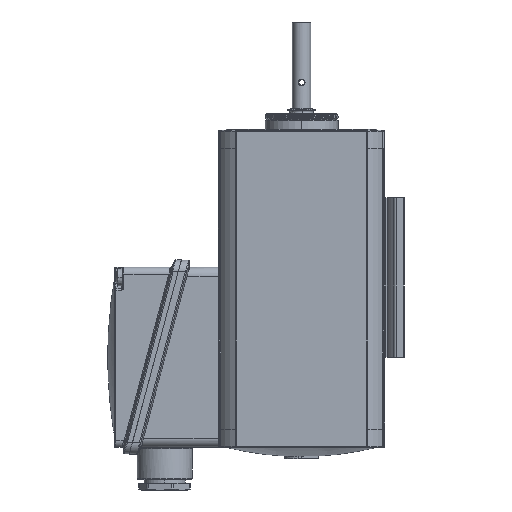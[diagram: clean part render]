
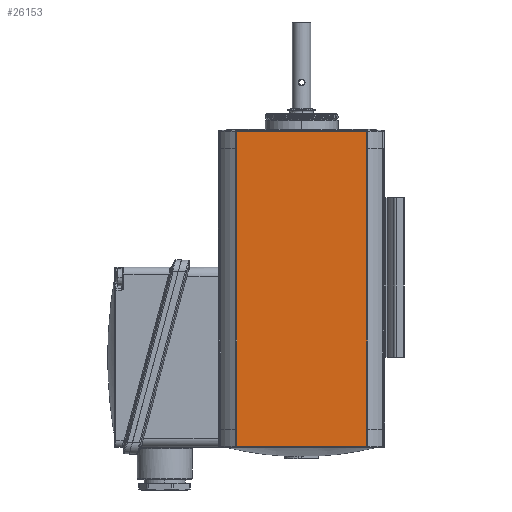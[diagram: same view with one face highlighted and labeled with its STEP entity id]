
A CAD part, left-side view. The second image highlights one B-rep face of the part: STEP entity #26153.
In plain terms, the highlighted planar face has unit normal (-1, 0, 0).
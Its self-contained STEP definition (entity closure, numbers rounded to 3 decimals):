
#2088 = LINE ( 'NONE', #34810, #19599 ) ;
#2347 = VECTOR ( 'NONE', #27986, 1000. ) ;
#4039 = VERTEX_POINT ( 'NONE', #8907 ) ;
#5514 = VECTOR ( 'NONE', #15770, 1000. ) ;
#5515 = DIRECTION ( 'NONE',  ( 0., 1., 0. ) ) ;
#7527 = CARTESIAN_POINT ( 'NONE',  ( -36.5, 36.5, -124. ) ) ;
#8907 = CARTESIAN_POINT ( 'NONE',  ( -36.5, -28.5, -131. ) ) ;
#11405 = VERTEX_POINT ( 'NONE', #33944 ) ;
#13523 = DIRECTION ( 'NONE',  ( 0., -1., 0. ) ) ;
#14354 = ORIENTED_EDGE ( 'NONE', *, *, #22895, .F. ) ;
#15770 = DIRECTION ( 'NONE',  ( 0., 0., -1. ) ) ;
#16446 = DIRECTION ( 'NONE',  ( -1., 0., 0. ) ) ;
#18995 = ORIENTED_EDGE ( 'NONE', *, *, #32555, .T. ) ;
#19485 = ORIENTED_EDGE ( 'NONE', *, *, #20759, .T. ) ;
#19599 = VECTOR ( 'NONE', #5515, 1000. ) ;
#19771 = CARTESIAN_POINT ( 'NONE',  ( -36.5, 28.5, 7. ) ) ;
#20759 = EDGE_CURVE ( 'NONE', #28163, #11405, #30547, .T. ) ;
#21797 = AXIS2_PLACEMENT_3D ( 'NONE', #7527, #16446, #13523 ) ;
#22007 = CARTESIAN_POINT ( 'NONE',  ( -36.5, -28.5, -124. ) ) ;
#22379 = LINE ( 'NONE', #22007, #2347 ) ;
#22421 = VECTOR ( 'NONE', #24715, 1000. ) ;
#22895 = EDGE_CURVE ( 'NONE', #28163, #27283, #27431, .T. ) ;
#23481 = EDGE_LOOP ( 'NONE', ( #18995, #14354, #19485, #29897 ) ) ;
#24523 = CARTESIAN_POINT ( 'NONE',  ( -36.5, 18.385, 7. ) ) ;
#24715 = DIRECTION ( 'NONE',  ( 0., -1., 0. ) ) ;
#25957 = CARTESIAN_POINT ( 'NONE',  ( -36.5, -28.5, 7. ) ) ;
#26153 = ADVANCED_FACE ( 'NONE', ( #36437 ), #36819, .T. ) ;
#27283 = VERTEX_POINT ( 'NONE', #25957 ) ;
#27431 = LINE ( 'NONE', #24523, #22421 ) ;
#27986 = DIRECTION ( 'NONE',  ( 0., 0., 1. ) ) ;
#28163 = VERTEX_POINT ( 'NONE', #19771 ) ;
#29897 = ORIENTED_EDGE ( 'NONE', *, *, #35221, .F. ) ;
#30547 = LINE ( 'NONE', #34209, #5514 ) ;
#32555 = EDGE_CURVE ( 'NONE', #4039, #27283, #22379, .T. ) ;
#33944 = CARTESIAN_POINT ( 'NONE',  ( -36.5, 28.5, -131. ) ) ;
#34209 = CARTESIAN_POINT ( 'NONE',  ( -36.5, 28.5, -124. ) ) ;
#34810 = CARTESIAN_POINT ( 'NONE',  ( -36.5, 29., -131. ) ) ;
#35221 = EDGE_CURVE ( 'NONE', #4039, #11405, #2088, .T. ) ;
#36437 = FACE_OUTER_BOUND ( 'NONE', #23481, .T. ) ;
#36819 = PLANE ( 'NONE',  #21797 ) ;
